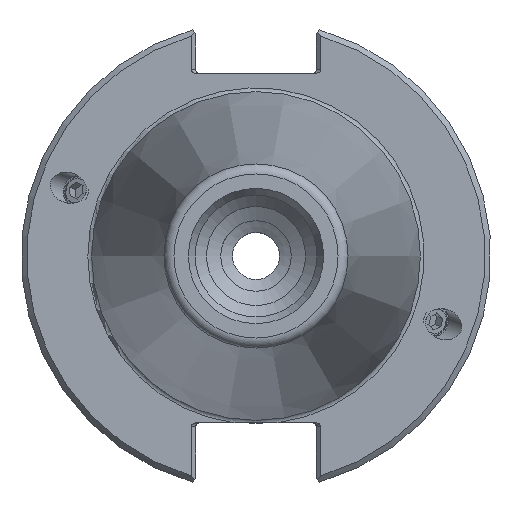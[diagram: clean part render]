
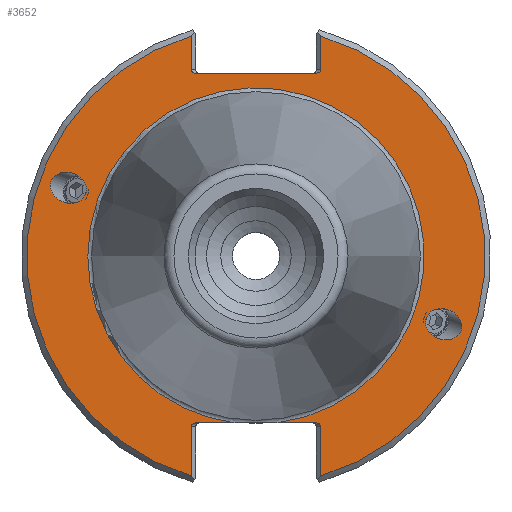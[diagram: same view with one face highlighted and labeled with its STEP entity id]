
A CAD part, left-side view. The second image highlights one B-rep face of the part: STEP entity #3652.
In plain terms, the highlighted planar face has unit normal (-1, 0, 0).
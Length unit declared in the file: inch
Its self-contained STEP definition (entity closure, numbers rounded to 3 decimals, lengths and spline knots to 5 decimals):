
#118=CARTESIAN_POINT('',(0.125,-0.90631,-0.32987));
#119=VERTEX_POINT('',#118);
#120=CARTESIAN_POINT('',(0.125,-0.99889,-0.36357));
#121=DIRECTION('',(1.0,0.,0.));
#122=DIRECTION('',(0.,-0.94,-0.342));
#123=AXIS2_PLACEMENT_3D('',#120,#121,#122);
#124=ELLIPSE('',#123,0.09853,0.08071);
#125=EDGE_CURVE('',#119,#119,#124,.T.);
#294=CARTESIAN_POINT('',(0.125,0.90631,0.32987));
#295=VERTEX_POINT('',#294);
#296=CARTESIAN_POINT('',(0.125,0.99889,0.36357));
#297=DIRECTION('',(1.0,0.,0.));
#298=DIRECTION('',(0.,0.94,0.342));
#299=AXIS2_PLACEMENT_3D('',#296,#297,#298);
#300=ELLIPSE('',#299,0.09853,0.08071);
#301=EDGE_CURVE('',#295,#295,#300,.T.);
#2704=CARTESIAN_POINT('',(0.125,0.345,0.992));
#2705=VERTEX_POINT('',#2704);
#2712=CARTESIAN_POINT('',(0.125,0.31672,0.972));
#2713=VERTEX_POINT('',#2712);
#2714=CARTESIAN_POINT('',(0.125,0.31672,0.992));
#2715=DIRECTION('',(-1.0,0.0,0.0));
#2716=DIRECTION('',(0.0,1.0,0.0));
#2717=AXIS2_PLACEMENT_3D('',#2714,#2715,#2716);
#2718=ELLIPSE('',#2717,0.02828,0.02);
#2719=EDGE_CURVE('',#2705,#2713,#2718,.T.);
#2804=CARTESIAN_POINT('',(0.125,0.345,1.1702));
#2805=VERTEX_POINT('',#2804);
#2812=CARTESIAN_POINT('',(0.125,0.345,1.1702));
#2813=DIRECTION('',(0.0,0.0,-1.0));
#2814=VECTOR('',#2813,0.1782);
#2815=LINE('',#2812,#2814);
#2816=EDGE_CURVE('',#2805,#2705,#2815,.T.);
#2916=CARTESIAN_POINT('',(0.125,-0.31672,0.972));
#2917=VERTEX_POINT('',#2916);
#2924=CARTESIAN_POINT('',(0.125,-0.345,0.992));
#2925=VERTEX_POINT('',#2924);
#2926=CARTESIAN_POINT('',(0.125,-0.31672,0.992));
#2927=DIRECTION('',(-1.0,0.0,0.0));
#2928=DIRECTION('',(0.0,-1.0,0.0));
#2929=AXIS2_PLACEMENT_3D('',#2926,#2927,#2928);
#2930=ELLIPSE('',#2929,0.02828,0.02);
#2931=EDGE_CURVE('',#2917,#2925,#2930,.T.);
#2981=CARTESIAN_POINT('',(0.125,-0.345,1.1702));
#2982=VERTEX_POINT('',#2981);
#2983=CARTESIAN_POINT('',(0.125,-0.345,0.992));
#2984=DIRECTION('',(0.0,0.0,1.0));
#2985=VECTOR('',#2984,0.1782);
#2986=LINE('',#2983,#2985);
#2987=EDGE_CURVE('',#2925,#2982,#2986,.T.);
#3005=CARTESIAN_POINT('',(0.125,-0.345,-0.908));
#3006=VERTEX_POINT('',#3005);
#3007=CARTESIAN_POINT('',(0.125,-0.31672,-0.888));
#3008=VERTEX_POINT('',#3007);
#3009=CARTESIAN_POINT('',(0.125,-0.31672,-0.908));
#3010=DIRECTION('',(-1.0,0.0,0.0));
#3011=DIRECTION('',(0.0,-1.0,0.0));
#3012=AXIS2_PLACEMENT_3D('',#3009,#3010,#3011);
#3013=ELLIPSE('',#3012,0.02828,0.02);
#3014=EDGE_CURVE('',#3006,#3008,#3013,.T.);
#3112=CARTESIAN_POINT('',(0.125,-0.345,-1.1702));
#3113=VERTEX_POINT('',#3112);
#3120=CARTESIAN_POINT('',(0.125,-0.345,-1.1702));
#3121=DIRECTION('',(0.0,0.0,1.0));
#3122=VECTOR('',#3121,0.2622);
#3123=LINE('',#3120,#3122);
#3124=EDGE_CURVE('',#3113,#3006,#3123,.T.);
#3224=CARTESIAN_POINT('',(0.125,0.31672,-0.888));
#3225=VERTEX_POINT('',#3224);
#3232=CARTESIAN_POINT('',(0.125,0.345,-0.908));
#3233=VERTEX_POINT('',#3232);
#3234=CARTESIAN_POINT('',(0.125,0.31672,-0.908));
#3235=DIRECTION('',(-1.0,0.0,0.0));
#3236=DIRECTION('',(0.0,1.0,0.0));
#3237=AXIS2_PLACEMENT_3D('',#3234,#3235,#3236);
#3238=ELLIPSE('',#3237,0.02828,0.02);
#3239=EDGE_CURVE('',#3225,#3233,#3238,.T.);
#3289=CARTESIAN_POINT('',(0.125,0.345,-1.1702));
#3290=VERTEX_POINT('',#3289);
#3291=CARTESIAN_POINT('',(0.125,0.345,-0.908));
#3292=DIRECTION('',(0.0,0.0,-1.0));
#3293=VECTOR('',#3292,0.2622);
#3294=LINE('',#3291,#3293);
#3295=EDGE_CURVE('',#3233,#3290,#3294,.T.);
#3362=CARTESIAN_POINT('',(0.125,0.31672,0.972));
#3363=DIRECTION('',(0.0,-1.0,0.0));
#3364=VECTOR('',#3363,0.63343);
#3365=LINE('',#3362,#3364);
#3366=EDGE_CURVE('',#2713,#2917,#3365,.T.);
#3564=CARTESIAN_POINT('',(0.125,-0.11172,-0.888));
#3565=VERTEX_POINT('',#3564);
#3566=CARTESIAN_POINT('',(0.125,0.11172,-0.888));
#3567=VERTEX_POINT('',#3566);
#3582=CARTESIAN_POINT('',(0.125,0.,0.0));
#3583=DIRECTION('',(-1.0,0.0,0.0));
#3584=DIRECTION('',(0.0,-1.0,0.0));
#3585=AXIS2_PLACEMENT_3D('',#3582,#3583,#3584);
#3586=CIRCLE('',#3585,0.895);
#3587=EDGE_CURVE('',#3565,#3567,#3586,.T.);
#3603=CARTESIAN_POINT('',(0.125,1.0625,0.0));
#3604=DIRECTION('',(-1.0,0.0,0.0));
#3605=DIRECTION('',(0.0,0.0,1.0));
#3606=AXIS2_PLACEMENT_3D('',#3603,#3604,#3605);
#3607=PLANE('',#3606);
#3608=ORIENTED_EDGE('',*,*,#3587,.F.);
#3609=CARTESIAN_POINT('',(0.125,-0.31672,-0.888));
#3610=DIRECTION('',(0.0,1.0,0.0));
#3611=VECTOR('',#3610,0.205);
#3612=LINE('',#3609,#3611);
#3613=EDGE_CURVE('',#3008,#3565,#3612,.T.);
#3614=ORIENTED_EDGE('',*,*,#3613,.F.);
#3615=ORIENTED_EDGE('',*,*,#3014,.F.);
#3616=ORIENTED_EDGE('',*,*,#3124,.F.);
#3617=CARTESIAN_POINT('',(0.125,0.,0.0));
#3618=DIRECTION('',(1.0,0.0,0.0));
#3619=DIRECTION('',(0.0,-1.0,0.0));
#3620=AXIS2_PLACEMENT_3D('',#3617,#3618,#3619);
#3621=CIRCLE('',#3620,1.22);
#3622=EDGE_CURVE('',#2982,#3113,#3621,.T.);
#3623=ORIENTED_EDGE('',*,*,#3622,.F.);
#3624=ORIENTED_EDGE('',*,*,#2987,.F.);
#3625=ORIENTED_EDGE('',*,*,#2931,.F.);
#3626=ORIENTED_EDGE('',*,*,#3366,.F.);
#3627=ORIENTED_EDGE('',*,*,#2719,.F.);
#3628=ORIENTED_EDGE('',*,*,#2816,.F.);
#3629=CARTESIAN_POINT('',(0.125,0.,0.0));
#3630=DIRECTION('',(1.0,0.0,0.0));
#3631=DIRECTION('',(0.0,1.0,0.0));
#3632=AXIS2_PLACEMENT_3D('',#3629,#3630,#3631);
#3633=CIRCLE('',#3632,1.22);
#3634=EDGE_CURVE('',#3290,#2805,#3633,.T.);
#3635=ORIENTED_EDGE('',*,*,#3634,.F.);
#3636=ORIENTED_EDGE('',*,*,#3295,.F.);
#3637=ORIENTED_EDGE('',*,*,#3239,.F.);
#3638=CARTESIAN_POINT('',(0.125,0.11172,-0.888));
#3639=DIRECTION('',(0.0,1.0,0.0));
#3640=VECTOR('',#3639,0.205);
#3641=LINE('',#3638,#3640);
#3642=EDGE_CURVE('',#3567,#3225,#3641,.T.);
#3643=ORIENTED_EDGE('',*,*,#3642,.F.);
#3644=EDGE_LOOP('',(#3608,#3614,#3615,#3616,#3623,#3624,#3625,#3626,#3627,#3628,#3635,#3636,#3637,#3643));
#3645=FACE_OUTER_BOUND('',#3644,.T.);
#3646=ORIENTED_EDGE('',*,*,#125,.T.);
#3647=EDGE_LOOP('',(#3646));
#3648=FACE_BOUND('',#3647,.T.);
#3649=ORIENTED_EDGE('',*,*,#301,.T.);
#3650=EDGE_LOOP('',(#3649));
#3651=FACE_BOUND('',#3650,.T.);
#3652=ADVANCED_FACE('',(#3645,#3648,#3651),#3607,.T.);
